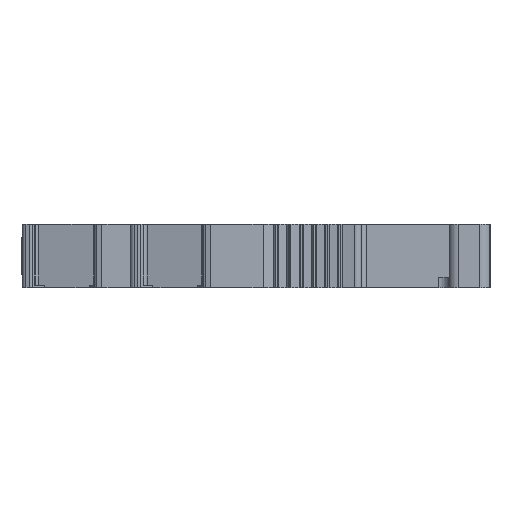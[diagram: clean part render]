
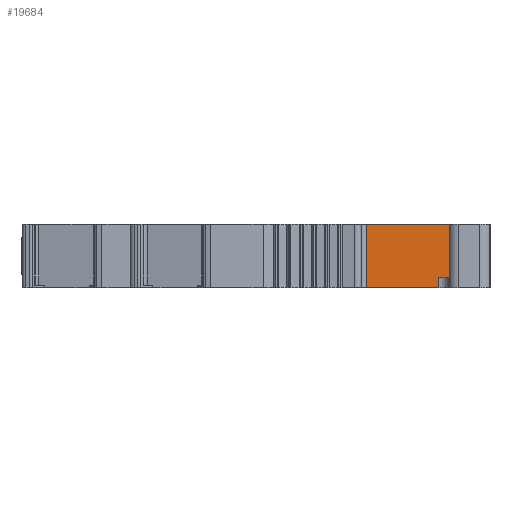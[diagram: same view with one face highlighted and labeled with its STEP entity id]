
A CAD part, left-side view. The second image highlights one B-rep face of the part: STEP entity #19684.
In plain terms, the highlighted planar face has unit normal (-1, 0, 0).
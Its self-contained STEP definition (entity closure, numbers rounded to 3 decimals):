
#20=DIRECTION('',(0.,-1.,0.));
#21=VECTOR('',#20,7.1);
#22=CARTESIAN_POINT('',(-34.05,6.097,-3.1));
#23=LINE('',#22,#21);
#1059=DIRECTION('',(0.,1.,0.));
#1060=VECTOR('',#1059,3.1);
#1061=CARTESIAN_POINT('',(-34.05,-4.103,-2.1));
#1062=LINE('',#1061,#1060);
#1063=DIRECTION('',(0.,0.,1.));
#1064=VECTOR('',#1063,1.);
#1065=CARTESIAN_POINT('',(-34.05,-1.003,-3.1));
#1066=LINE('',#1065,#1064);
#1067=DIRECTION('',(0.,0.,1.));
#1068=VECTOR('',#1067,6.2);
#1069=CARTESIAN_POINT('',(-34.05,6.097,-3.1));
#1070=LINE('',#1069,#1068);
#1085=DIRECTION('',(0.,0.,1.));
#1086=VECTOR('',#1085,5.2);
#1087=CARTESIAN_POINT('',(-34.05,-4.103,-2.1));
#1088=LINE('',#1087,#1086);
#1351=DIRECTION('',(0.,-1.,0.));
#1352=VECTOR('',#1351,10.2);
#1353=CARTESIAN_POINT('',(-34.05,6.097,3.1));
#1354=LINE('',#1353,#1352);
#15212=CARTESIAN_POINT('',(-34.05,6.097,-3.1));
#15213=VERTEX_POINT('',#15212);
#15578=CARTESIAN_POINT('',(-34.05,6.097,3.1));
#15579=VERTEX_POINT('',#15578);
#15580=CARTESIAN_POINT('',(-34.05,-4.103,3.1));
#15581=VERTEX_POINT('',#15580);
#15888=CARTESIAN_POINT('',(-34.05,-4.103,-2.1));
#15889=CARTESIAN_POINT('',(-34.05,-1.003,-2.1));
#15890=VERTEX_POINT('',#15888);
#15891=VERTEX_POINT('',#15889);
#15892=CARTESIAN_POINT('',(-34.05,-1.003,-3.1));
#15893=VERTEX_POINT('',#15892);
#19666=CARTESIAN_POINT('',(-34.05,6.097,-3.1));
#19667=DIRECTION('',(-1.,0.,0.));
#19668=DIRECTION('',(0.,-1.,0.));
#19669=AXIS2_PLACEMENT_3D('',#19666,#19667,#19668);
#19670=PLANE('',#19669);
#19672=ORIENTED_EDGE('',*,*,#19671,.T.);
#19674=ORIENTED_EDGE('',*,*,#19673,.F.);
#19675=ORIENTED_EDGE('',*,*,#19167,.F.);
#19677=ORIENTED_EDGE('',*,*,#19676,.T.);
#19679=ORIENTED_EDGE('',*,*,#19678,.T.);
#19681=ORIENTED_EDGE('',*,*,#19680,.F.);
#19682=EDGE_LOOP('',(#19672,#19674,#19675,#19677,#19679,#19681));
#19683=FACE_OUTER_BOUND('',#19682,.F.);
#19684=ADVANCED_FACE('',(#19683),#19670,.T.);
#19167=EDGE_CURVE('',#15213,#15893,#23,.T.);
#19671=EDGE_CURVE('',#15890,#15891,#1062,.T.);
#19673=EDGE_CURVE('',#15893,#15891,#1066,.T.);
#19676=EDGE_CURVE('',#15213,#15579,#1070,.T.);
#19678=EDGE_CURVE('',#15579,#15581,#1354,.T.);
#19680=EDGE_CURVE('',#15890,#15581,#1088,.T.);
